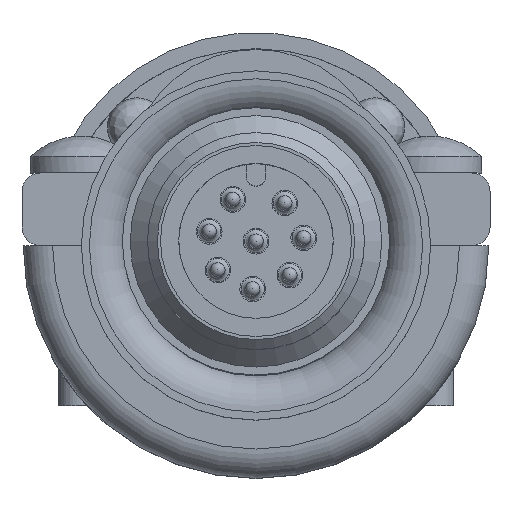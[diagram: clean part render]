
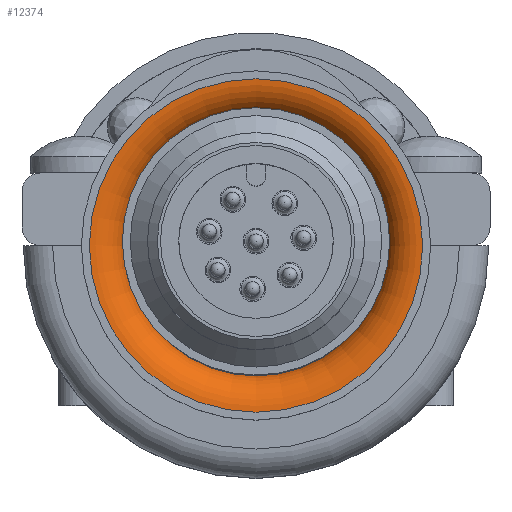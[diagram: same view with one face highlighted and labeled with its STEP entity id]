
A CAD part, top view. The second image highlights one B-rep face of the part: STEP entity #12374.
In plain terms, the highlighted toroidal (fillet/blend) face has major radius 9.093 mm and minor radius 1.981 mm.
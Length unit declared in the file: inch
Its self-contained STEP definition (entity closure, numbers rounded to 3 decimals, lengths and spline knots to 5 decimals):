
#128=TOROIDAL_SURFACE('',#13489,0.358,0.078);
#2592=FACE_BOUND('',#3963,.T.);
#3152=FACE_OUTER_BOUND('',#3962,.T.);
#3962=EDGE_LOOP('',(#9692));
#3963=EDGE_LOOP('',(#9693));
#4593=CIRCLE('',#13488,0.358);
#4594=CIRCLE('',#13490,0.28);
#5419=VERTEX_POINT('',#21471);
#5420=VERTEX_POINT('',#21474);
#6937=EDGE_CURVE('',#5419,#5419,#4593,.T.);
#6938=EDGE_CURVE('',#5420,#5420,#4594,.T.);
#9692=ORIENTED_EDGE('',*,*,#6938,.T.);
#9693=ORIENTED_EDGE('',*,*,#6937,.T.);
#12374=ADVANCED_FACE('',(#3152,#2592),#128,.T.);
#13488=AXIS2_PLACEMENT_3D('',#21472,#16163,#16164);
#13489=AXIS2_PLACEMENT_3D('',#21473,#16165,#16166);
#13490=AXIS2_PLACEMENT_3D('',#21475,#16167,#16168);
#16163=DIRECTION('center_axis',(0.,0.,
1.));
#16164=DIRECTION('ref_axis',(0.,1.,0.));
#16165=DIRECTION('center_axis',(0.,0.,
1.));
#16166=DIRECTION('ref_axis',(1.,0.,0.));
#16167=DIRECTION('center_axis',(0.,0.,
-1.));
#16168=DIRECTION('ref_axis',(0.,1.,0.));
#21471=CARTESIAN_POINT('',(0.,-0.358,-5.175));
#21472=CARTESIAN_POINT('Origin',(0.,0.,
-5.175));
#21473=CARTESIAN_POINT('Origin',(0.,0.,
-5.253));
#21474=CARTESIAN_POINT('',(0.,-0.28,-5.253));
#21475=CARTESIAN_POINT('Origin',(0.,0.,
-5.253));
